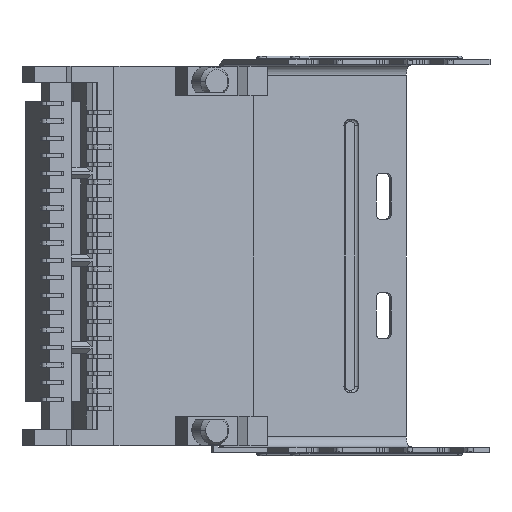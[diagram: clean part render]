
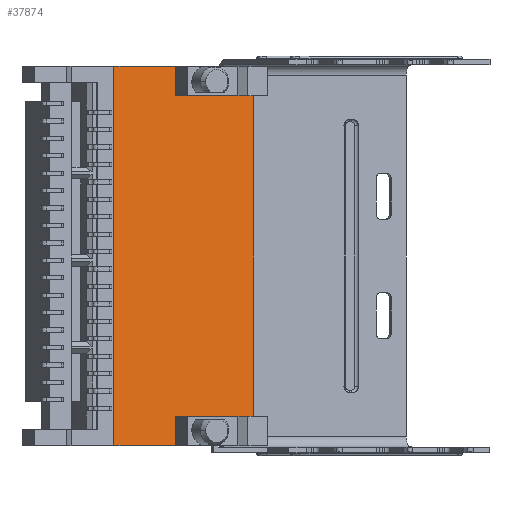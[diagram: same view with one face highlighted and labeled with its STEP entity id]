
A CAD part, front view. The second image highlights one B-rep face of the part: STEP entity #37874.
In plain terms, the highlighted planar face has unit normal (0.383, -0.924, 0).
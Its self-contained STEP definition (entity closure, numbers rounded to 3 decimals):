
#2760=DIRECTION('',(0.,0.,-1.));
#2761=VECTOR('',#2760,14.727);
#2762=CARTESIAN_POINT('',(4.855,25.224,14.464));
#2763=LINE('',#2762,#2761);
#2820=DIRECTION('',(-0.924,-0.383,0.));
#2821=VECTOR('',#2820,3.5);
#2822=CARTESIAN_POINT('',(1.266,23.737,15.8));
#2823=LINE('',#2822,#2821);
#2824=DIRECTION('',(0.,0.,1.));
#2825=VECTOR('',#2824,1.336);
#2826=CARTESIAN_POINT('',(1.266,23.737,14.464));
#2827=LINE('',#2826,#2825);
#2828=DIRECTION('',(-0.924,-0.383,0.));
#2829=VECTOR('',#2828,3.885);
#2830=CARTESIAN_POINT('',(4.855,25.224,14.464));
#2831=LINE('',#2830,#2829);
#2832=DIRECTION('',(0.924,0.383,0.));
#2833=VECTOR('',#2832,3.885);
#2834=CARTESIAN_POINT('',(1.266,23.737,-0.264));
#2835=LINE('',#2834,#2833);
#2836=DIRECTION('',(0.,0.,1.));
#2837=VECTOR('',#2836,1.336);
#2838=CARTESIAN_POINT('',(1.266,23.737,-1.6));
#2839=LINE('',#2838,#2837);
#2840=DIRECTION('',(0.924,0.383,0.));
#2841=VECTOR('',#2840,3.5);
#2842=CARTESIAN_POINT('',(-1.968,22.398,-1.6));
#2843=LINE('',#2842,#2841);
#2848=DIRECTION('',(0.,0.,1.));
#2849=VECTOR('',#2848,17.4);
#2850=CARTESIAN_POINT('',(-1.968,22.398,-1.6));
#2851=LINE('',#2850,#2849);
#27257=CARTESIAN_POINT('',(1.266,23.737,-0.264));
#27258=VERTEX_POINT('',#27257);
#27259=CARTESIAN_POINT('',(4.855,25.224,-0.264));
#27260=VERTEX_POINT('',#27259);
#28583=CARTESIAN_POINT('',(1.266,23.737,15.8));
#28584=VERTEX_POINT('',#28583);
#28585=CARTESIAN_POINT('',(-1.968,22.398,15.8));
#28586=VERTEX_POINT('',#28585);
#29577=CARTESIAN_POINT('',(1.266,23.737,-1.6));
#29578=VERTEX_POINT('',#29577);
#29861=CARTESIAN_POINT('',(4.855,25.224,14.464));
#29862=CARTESIAN_POINT('',(1.266,23.737,14.464));
#29863=VERTEX_POINT('',#29861);
#29864=VERTEX_POINT('',#29862);
#29989=CARTESIAN_POINT('',(-1.968,22.398,-1.6));
#29990=VERTEX_POINT('',#29989);
#37854=CARTESIAN_POINT('',(1.266,23.737,17.556));
#37855=DIRECTION('',(-0.383,0.924,0.));
#37856=DIRECTION('',(-0.924,-0.383,0.));
#37857=AXIS2_PLACEMENT_3D('',#37854,#37855,#37856);
#37858=PLANE('',#37857);
#37860=ORIENTED_EDGE('',*,*,#37859,.T.);
#37862=ORIENTED_EDGE('',*,*,#37861,.F.);
#37864=ORIENTED_EDGE('',*,*,#37863,.F.);
#37866=ORIENTED_EDGE('',*,*,#37865,.F.);
#37867=ORIENTED_EDGE('',*,*,#37763,.T.);
#37869=ORIENTED_EDGE('',*,*,#37868,.F.);
#37870=ORIENTED_EDGE('',*,*,#37846,.F.);
#37871=ORIENTED_EDGE('',*,*,#36984,.F.);
#37872=EDGE_LOOP('',(#37860,#37862,#37864,#37866,#37867,#37869,#37870,#37871));
#37873=FACE_OUTER_BOUND('',#37872,.F.);
#37874=ADVANCED_FACE('',(#37873),#37858,.F.);
#36984=EDGE_CURVE('',#29990,#29578,#2843,.T.);
#37763=EDGE_CURVE('',#29863,#27260,#2763,.T.);
#37846=EDGE_CURVE('',#29578,#27258,#2839,.T.);
#37859=EDGE_CURVE('',#29990,#28586,#2851,.T.);
#37861=EDGE_CURVE('',#28584,#28586,#2823,.T.);
#37863=EDGE_CURVE('',#29864,#28584,#2827,.T.);
#37865=EDGE_CURVE('',#29863,#29864,#2831,.T.);
#37868=EDGE_CURVE('',#27258,#27260,#2835,.T.);
